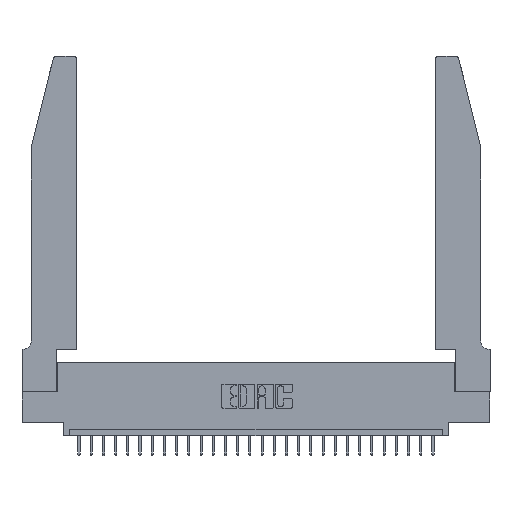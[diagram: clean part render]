
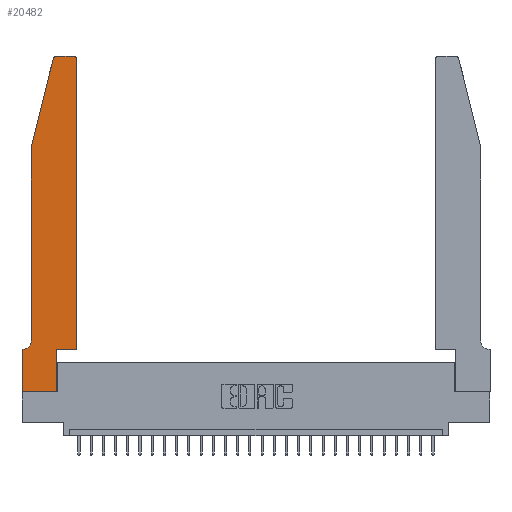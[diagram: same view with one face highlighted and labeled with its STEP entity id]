
A CAD part, top view. The second image highlights one B-rep face of the part: STEP entity #20482.
In plain terms, the highlighted planar face has unit normal (0, 0, 1).
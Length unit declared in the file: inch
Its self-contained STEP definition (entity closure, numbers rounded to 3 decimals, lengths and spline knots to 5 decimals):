
#126 = LINE ( 'NONE', #17364, #9669 ) ;
#385 = VECTOR ( 'NONE', #5619, 39.37008 ) ;
#690 = DIRECTION ( 'NONE',  ( -1., 0., 0. ) ) ;
#710 = EDGE_CURVE ( 'NONE', #14026, #6047, #28240, .T. ) ;
#714 = ORIENTED_EDGE ( 'NONE', *, *, #15801, .T. ) ;
#1671 = VECTOR ( 'NONE', #4519, 39.37008 ) ;
#2838 = CIRCLE ( 'NONE', #17431, 0.07 ) ;
#3250 = AXIS2_PLACEMENT_3D ( 'NONE', #17940, #4740, #17852 ) ;
#3262 = DIRECTION ( 'NONE',  ( -0.239, -0.971, 0. ) ) ;
#3584 = VECTOR ( 'NONE', #3262, 39.37008 ) ;
#3874 = EDGE_CURVE ( 'NONE', #6047, #23189, #10849, .T. ) ;
#4328 = EDGE_CURVE ( 'NONE', #21508, #22523, #18514, .T. ) ;
#4449 = CARTESIAN_POINT ( 'NONE',  ( 0., 0., 0.37 ) ) ;
#4519 = DIRECTION ( 'NONE',  ( 1., 0., 0. ) ) ;
#4740 = DIRECTION ( 'NONE',  ( 0., 0., 1. ) ) ;
#5619 = DIRECTION ( 'NONE',  ( 0., 1., 0. ) ) ;
#5640 = DIRECTION ( 'NONE',  ( 0., 1., 0. ) ) ;
#6047 = VERTEX_POINT ( 'NONE', #13920 ) ;
#6052 = CARTESIAN_POINT ( 'NONE',  ( 0.4505, 0.35, 0.37 ) ) ;
#6743 = ORIENTED_EDGE ( 'NONE', *, *, #28326, .T. ) ;
#7391 = CARTESIAN_POINT ( 'NONE',  ( 0., 0.35, 0.37 ) ) ;
#7750 = CARTESIAN_POINT ( 'NONE',  ( 0.4505, 2.72, 0.37 ) ) ;
#8022 = EDGE_LOOP ( 'NONE', ( #10477, #12887, #24217, #24114, #6743, #714, #28043, #28813, #27433, #29083, #8759, #25594 ) ) ;
#8418 = AXIS2_PLACEMENT_3D ( 'NONE', #13210, #13026, #15301 ) ;
#8621 = EDGE_CURVE ( 'NONE', #23189, #12357, #20432, .T. ) ;
#8759 = ORIENTED_EDGE ( 'NONE', *, *, #8621, .T. ) ;
#9402 = CARTESIAN_POINT ( 'NONE',  ( 0.0055, 0.42, 0.37 ) ) ;
#9669 = VECTOR ( 'NONE', #22060, 39.37008 ) ;
#9783 = CARTESIAN_POINT ( 'NONE',  ( 0.2605, 2.75, 0.37 ) ) ;
#10477 = ORIENTED_EDGE ( 'NONE', *, *, #21738, .T. ) ;
#10849 = LINE ( 'NONE', #26237, #1671 ) ;
#11241 = DIRECTION ( 'NONE',  ( 0., -1., 0. ) ) ;
#11592 = VECTOR ( 'NONE', #5640, 39.37008 ) ;
#12293 = DIRECTION ( 'NONE',  ( -1., 0., 0. ) ) ;
#12357 = VERTEX_POINT ( 'NONE', #7750 ) ;
#12449 = EDGE_CURVE ( 'NONE', #12561, #14026, #126, .T. ) ;
#12561 = VERTEX_POINT ( 'NONE', #25117 ) ;
#12710 = CARTESIAN_POINT ( 'NONE',  ( 0.0755, 0.35, 0.37 ) ) ;
#12887 = ORIENTED_EDGE ( 'NONE', *, *, #26974, .T. ) ;
#12909 = LINE ( 'NONE', #12710, #22720 ) ;
#13026 = DIRECTION ( 'NONE',  ( 0., 0., 1. ) ) ;
#13210 = CARTESIAN_POINT ( 'NONE',  ( 0.284, 2.72, 0.37 ) ) ;
#13920 = CARTESIAN_POINT ( 'NONE',  ( 0.2865, 0.35, 0.37 ) ) ;
#14026 = VERTEX_POINT ( 'NONE', #23128 ) ;
#14100 = PLANE ( 'NONE',  #28672 ) ;
#14179 = DIRECTION ( 'NONE',  ( 0., -1., 0. ) ) ;
#15301 = DIRECTION ( 'NONE',  ( 1., 0., 0. ) ) ;
#15366 = VERTEX_POINT ( 'NONE', #20437 ) ;
#15801 = EDGE_CURVE ( 'NONE', #28606, #15366, #12909, .T. ) ;
#16070 = VERTEX_POINT ( 'NONE', #16307 ) ;
#16307 = CARTESIAN_POINT ( 'NONE',  ( 0.4205, 2.75, 0.37 ) ) ;
#16846 = CARTESIAN_POINT ( 'NONE',  ( 0.25487, 2.72718, 0.37 ) ) ;
#16944 = CARTESIAN_POINT ( 'NONE',  ( 0.0755, 0.42, 0.37 ) ) ;
#17364 = CARTESIAN_POINT ( 'NONE',  ( 0., 0., 0.37 ) ) ;
#17431 = AXIS2_PLACEMENT_3D ( 'NONE', #9402, #23040, #18111 ) ;
#17547 = CARTESIAN_POINT ( 'NONE',  ( 0.0055, 0.35, 0.37 ) ) ;
#17852 = DIRECTION ( 'NONE',  ( 1., 0., 0. ) ) ;
#17940 = CARTESIAN_POINT ( 'NONE',  ( 0.4205, 2.72, 0.37 ) ) ;
#18111 = DIRECTION ( 'NONE',  ( -1., 0., 0. ) ) ;
#18514 = LINE ( 'NONE', #26013, #22373 ) ;
#18647 = EDGE_CURVE ( 'NONE', #24236, #21508, #25802, .T. ) ;
#19295 = VECTOR ( 'NONE', #11241, 39.37008 ) ;
#20432 = LINE ( 'NONE', #28194, #11592 ) ;
#20437 = CARTESIAN_POINT ( 'NONE',  ( 0., 0.35, 0.37 ) ) ;
#20482 = ADVANCED_FACE ( 'NONE', ( #20543 ), #14100, .T. ) ;
#20543 = FACE_OUTER_BOUND ( 'NONE', #8022, .T. ) ;
#21508 = VERTEX_POINT ( 'NONE', #21698 ) ;
#21698 = CARTESIAN_POINT ( 'NONE',  ( 0.0755, 2., 0.37 ) ) ;
#21738 = EDGE_CURVE ( 'NONE', #16070, #21789, #26514, .T. ) ;
#21789 = VERTEX_POINT ( 'NONE', #27600 ) ;
#22060 = DIRECTION ( 'NONE',  ( 1., 0., 0. ) ) ;
#22373 = VECTOR ( 'NONE', #14179, 39.37008 ) ;
#22523 = VERTEX_POINT ( 'NONE', #16944 ) ;
#22720 = VECTOR ( 'NONE', #12293, 39.37008 ) ;
#23040 = DIRECTION ( 'NONE',  ( 0., 0., -1. ) ) ;
#23128 = CARTESIAN_POINT ( 'NONE',  ( 0.2865, 0., 0.37 ) ) ;
#23189 = VERTEX_POINT ( 'NONE', #6052 ) ;
#23333 = DIRECTION ( 'NONE',  ( 1., 0., 0. ) ) ;
#23775 = EDGE_CURVE ( 'NONE', #15366, #12561, #24976, .T. ) ;
#23830 = CIRCLE ( 'NONE', #3250, 0.03 ) ;
#24114 = ORIENTED_EDGE ( 'NONE', *, *, #4328, .T. ) ;
#24217 = ORIENTED_EDGE ( 'NONE', *, *, #18647, .T. ) ;
#24236 = VERTEX_POINT ( 'NONE', #16846 ) ;
#24976 = LINE ( 'NONE', #4449, #19295 ) ;
#25093 = EDGE_CURVE ( 'NONE', #12357, #16070, #23830, .T. ) ;
#25099 = VECTOR ( 'NONE', #690, 39.37008 ) ;
#25117 = CARTESIAN_POINT ( 'NONE',  ( 0., 0., 0.37 ) ) ;
#25492 = CIRCLE ( 'NONE', #8418, 0.03 ) ;
#25594 = ORIENTED_EDGE ( 'NONE', *, *, #25093, .T. ) ;
#25651 = CARTESIAN_POINT ( 'NONE',  ( 0.0755, 2., 0.37 ) ) ;
#25736 = CARTESIAN_POINT ( 'NONE',  ( 0.2865, 0.35, 0.37 ) ) ;
#25802 = LINE ( 'NONE', #25651, #3584 ) ;
#26013 = CARTESIAN_POINT ( 'NONE',  ( 0.0755, 2., 0.37 ) ) ;
#26237 = CARTESIAN_POINT ( 'NONE',  ( 0.4505, 0.35, 0.37 ) ) ;
#26514 = LINE ( 'NONE', #9783, #25099 ) ;
#26974 = EDGE_CURVE ( 'NONE', #21789, #24236, #25492, .T. ) ;
#27433 = ORIENTED_EDGE ( 'NONE', *, *, #710, .T. ) ;
#27600 = CARTESIAN_POINT ( 'NONE',  ( 0.284, 2.75, 0.37 ) ) ;
#27865 = DIRECTION ( 'NONE',  ( 0., 0., 1. ) ) ;
#28043 = ORIENTED_EDGE ( 'NONE', *, *, #23775, .T. ) ;
#28194 = CARTESIAN_POINT ( 'NONE',  ( 0.4505, 0.35, 0.37 ) ) ;
#28240 = LINE ( 'NONE', #25736, #385 ) ;
#28326 = EDGE_CURVE ( 'NONE', #22523, #28606, #2838, .T. ) ;
#28606 = VERTEX_POINT ( 'NONE', #17547 ) ;
#28672 = AXIS2_PLACEMENT_3D ( 'NONE', #7391, #27865, #23333 ) ;
#28813 = ORIENTED_EDGE ( 'NONE', *, *, #12449, .T. ) ;
#29083 = ORIENTED_EDGE ( 'NONE', *, *, #3874, .T. ) ;
